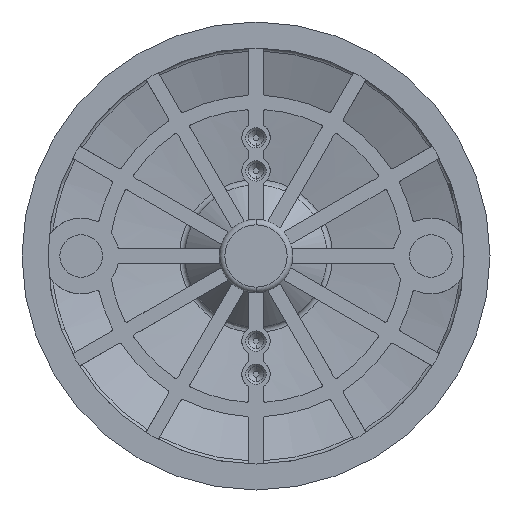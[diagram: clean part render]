
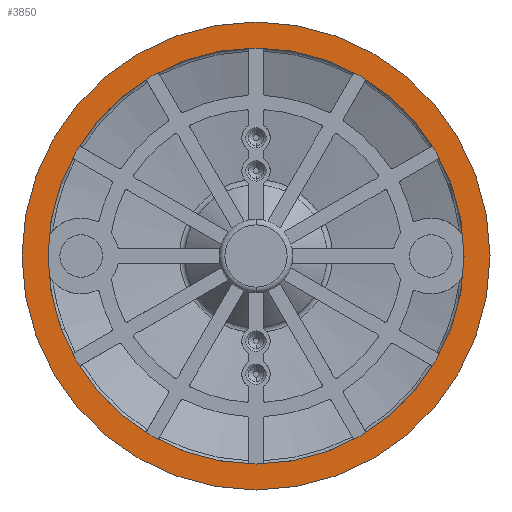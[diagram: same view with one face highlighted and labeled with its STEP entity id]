
A CAD part, front view. The second image highlights one B-rep face of the part: STEP entity #3850.
In plain terms, the highlighted planar face has unit normal (0, -1, 0).
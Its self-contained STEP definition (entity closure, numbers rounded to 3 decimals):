
#73 = CARTESIAN_POINT ( 'NONE',  ( 0., 0., 0. ) ) ;
#862 = DIRECTION ( 'NONE',  ( 0., 0., 1. ) ) ;
#975 = CARTESIAN_POINT ( 'NONE',  ( 0., 0., -49.5 ) ) ;
#1260 = FACE_OUTER_BOUND ( 'NONE', #9081, .T. ) ;
#1344 = VERTEX_POINT ( 'NONE', #2605 ) ;
#2234 = CIRCLE ( 'NONE', #9240, 49.5 ) ;
#2296 = CARTESIAN_POINT ( 'NONE',  ( 0., 0., 49.5 ) ) ;
#2306 = ORIENTED_EDGE ( 'NONE', *, *, #2916, .F. ) ;
#2316 = DIRECTION ( 'NONE',  ( 0., -1., 0. ) ) ;
#2605 = CARTESIAN_POINT ( 'NONE',  ( 0., 0., 44. ) ) ;
#2647 = DIRECTION ( 'NONE',  ( 0., 0., -1. ) ) ;
#2788 = CIRCLE ( 'NONE', #6377, 44. ) ;
#2799 = FACE_BOUND ( 'NONE', #5855, .T. ) ;
#2864 = CARTESIAN_POINT ( 'NONE',  ( -44., 0., 0. ) ) ;
#2916 = EDGE_CURVE ( 'NONE', #5571, #3370, #5454, .T. ) ;
#2917 = VERTEX_POINT ( 'NONE', #5816 ) ;
#3183 = ORIENTED_EDGE ( 'NONE', *, *, #8430, .F. ) ;
#3370 = VERTEX_POINT ( 'NONE', #975 ) ;
#3850 = ADVANCED_FACE ( 'NONE', ( #2799, #1260 ), #4304, .T. ) ;
#4280 = EDGE_CURVE ( 'NONE', #1344, #2917, #8462, .T. ) ;
#4284 = EDGE_CURVE ( 'NONE', #2917, #1344, #2788, .T. ) ;
#4304 = PLANE ( 'NONE',  #4649 ) ;
#4416 = ORIENTED_EDGE ( 'NONE', *, *, #4284, .T. ) ;
#4649 = AXIS2_PLACEMENT_3D ( 'NONE', #2864, #2316, #2647 ) ;
#4668 = ORIENTED_EDGE ( 'NONE', *, *, #4280, .T. ) ;
#5454 = CIRCLE ( 'NONE', #8668, 49.5 ) ;
#5504 = DIRECTION ( 'NONE',  ( 0., 1., 0. ) ) ;
#5571 = VERTEX_POINT ( 'NONE', #2296 ) ;
#5816 = CARTESIAN_POINT ( 'NONE',  ( 0., 0., -44. ) ) ;
#5846 = AXIS2_PLACEMENT_3D ( 'NONE', #6949, #6955, #6964 ) ;
#5855 = EDGE_LOOP ( 'NONE', ( #4668, #4416 ) ) ;
#6377 = AXIS2_PLACEMENT_3D ( 'NONE', #6984, #6987, #6996 ) ;
#6949 = CARTESIAN_POINT ( 'NONE',  ( 0., 0., 0. ) ) ;
#6955 = DIRECTION ( 'NONE',  ( 0., 1., 0. ) ) ;
#6964 = DIRECTION ( 'NONE',  ( 0., 0., 1. ) ) ;
#6984 = CARTESIAN_POINT ( 'NONE',  ( 0., 0., 0. ) ) ;
#6987 = DIRECTION ( 'NONE',  ( 0., 1., 0. ) ) ;
#6996 = DIRECTION ( 'NONE',  ( 0., 0., 1. ) ) ;
#8430 = EDGE_CURVE ( 'NONE', #3370, #5571, #2234, .T. ) ;
#8462 = CIRCLE ( 'NONE', #5846, 44. ) ;
#8668 = AXIS2_PLACEMENT_3D ( 'NONE', #8872, #8867, #8858 ) ;
#8858 = DIRECTION ( 'NONE',  ( 0., 0., 1. ) ) ;
#8867 = DIRECTION ( 'NONE',  ( 0., 1., 0. ) ) ;
#8872 = CARTESIAN_POINT ( 'NONE',  ( 0., 0., 0. ) ) ;
#9081 = EDGE_LOOP ( 'NONE', ( #3183, #2306 ) ) ;
#9240 = AXIS2_PLACEMENT_3D ( 'NONE', #73, #5504, #862 ) ;
